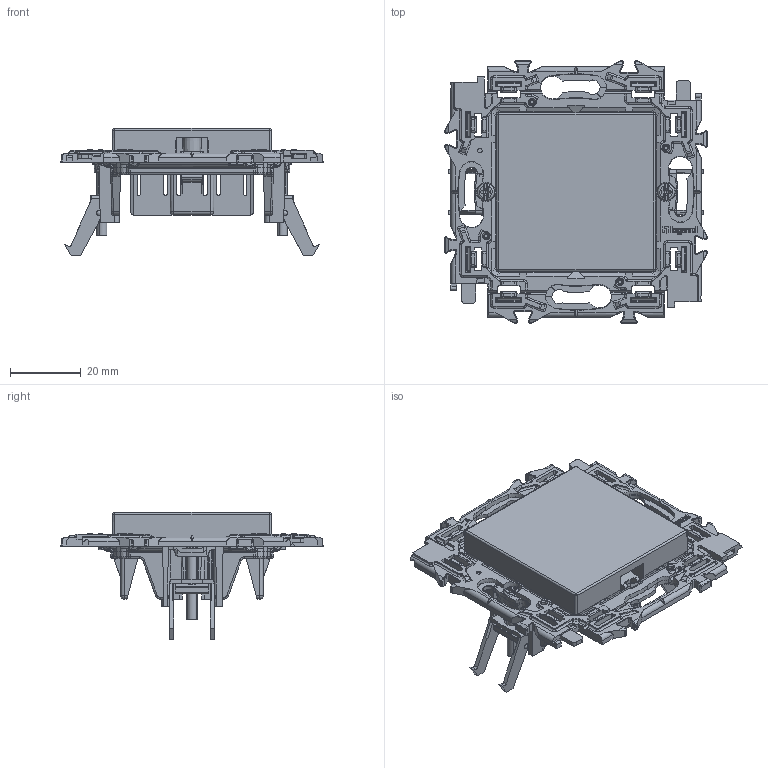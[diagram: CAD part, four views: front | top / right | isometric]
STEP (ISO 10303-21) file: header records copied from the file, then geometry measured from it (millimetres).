
FILE_DESCRIPTION(('CATIA V5 STEP Exchange','CAx-IF Rec.Pracs.--- Model Styling and Organization---1.4--- 2014-01-23'),'2;1');
FILE_NAME('T002254_A-ASS-1.stp','2021-01-29T12:16:14+00:00',('none'),('none'),'CATIA Version 5-6 Release 2017 SP3','CATIA V5 STEP AP214','none');
FILE_SCHEMA(('AUTOMOTIVE_DESIGN { 1 0 10303 214 1 1 1 1 }'));
Products named in the file (9): T002254_A ; 0043B90; 953904 ; 0038174; 0055184; 0097E59; 0291G96 ; 0091L62; 0091L63
Assembly tree (11 placements, depth 4):
  T002254_A 
    0043B90
    953904 
      0038174  x2
      0055184  x2
      0097E59  x2
      0291G96 
        0091L62
        0091L63
Bounding box: 74.15 x 74.15 x 35.92 mm (x, y, z)
Volume: 20663.1 mm3; surface area: 29276.9 mm2
Topology: 9 solids, 9 shells, 3971 faces, 11170 edges, 7155 vertices
Faces by surface type: plane 2007, cylinder 966, cone 344, torus 280, bspline 185, extrusion 114, sphere 75
Entity records: 143184 total; most frequent: CARTESIAN_POINT 53686, ORIENTED_EDGE 21394, DIRECTION 13743, EDGE_CURVE 10697, VERTEX_POINT 6906, VECTOR 6108, LINE 5994, AXIS2_PLACEMENT_3D 4814
